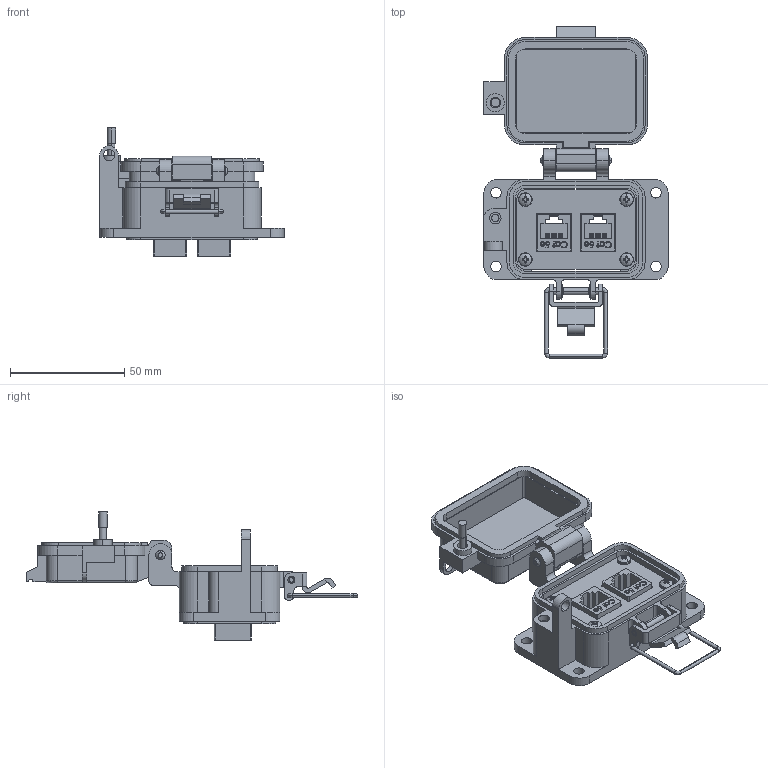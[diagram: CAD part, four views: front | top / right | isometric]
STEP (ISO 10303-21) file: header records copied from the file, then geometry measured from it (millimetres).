
FILE_DESCRIPTION (( 'STEP AP214' ), '1' );
FILE_NAME ('P-R2#2-B4RX_3D.STEP', '2017-10-10T15:44:49', ( '' ), ( '' ), 'SwSTEP 2.0', 'SolidWorks 2017', '' );
FILE_SCHEMA (( 'AUTOMOTIVE_DESIGN' ));
Length unit declared in the file: millimetre
Products named in the file (8): H-X-B4_open; R2; Z-300-RJ45CAT5; P-R2#2-B4RX_TP; P-R2#2-B4RX_FP; P-R2#2-B4RX_BP; P-R2#2-B4RX_3D; 92005A124_METRIC PAN HEAD PHILLIPS MACHINE SCREW_92005A124
Assembly tree (11 placements, depth 3):
  P-R2#2-B4RX_3D
    P-R2#2-B4RX_BP
    P-R2#2-B4RX_FP
    P-R2#2-B4RX_TP
    R2  x2
      Z-300-RJ45CAT5
    H-X-B4_open
    92005A124_METRIC PAN HEAD PHILLIPS MACHINE SCREW_92005A124  x4
Bounding box: 80.57 x 145.03 x 55.98 mm (x, y, z)
Volume: 64520.3 mm3; surface area: 53685.2 mm2
Topology: 19 solids, 19 shells, 1900 faces, 5348 edges, 3548 vertices
Faces by surface type: cylinder 836, plane 760, bspline 236, cone 44, torus 16, sphere 8
Entity records: 45703 total; most frequent: CARTESIAN_POINT 15357, ORIENTED_EDGE 5924, DIRECTION 4780, EDGE_CURVE 2962, VERTEX_POINT 1965, VECTOR 1782, LINE 1782, AXIS2_PLACEMENT_3D 1499
